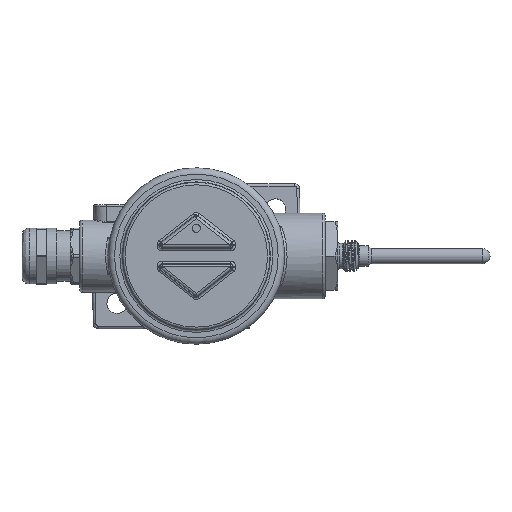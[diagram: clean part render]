
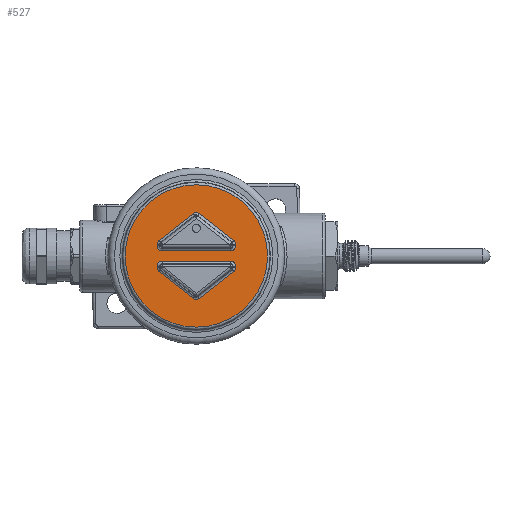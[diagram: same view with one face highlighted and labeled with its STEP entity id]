
A CAD part, top view. The second image highlights one B-rep face of the part: STEP entity #527.
In plain terms, the highlighted planar face has unit normal (0, 0, 1).
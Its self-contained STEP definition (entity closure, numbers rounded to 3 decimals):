
#527=ADVANCED_FACE('',(#11597,#11599,#11601),#11603,.T.);
#11597=FACE_BOUND('',#11598,.T.);
#11598=EDGE_LOOP('',(#21233));
#11599=FACE_BOUND('',#11600,.T.);
#11600=EDGE_LOOP('',(#21234,#21235,#21236,#21237,#21238,#21239,#21240,#21241,#21242,
#21243));
#11601=FACE_BOUND('',#11602,.T.);
#11602=EDGE_LOOP('',(#21244,#21245,#21246,#21247,#21248,#21249,#21250,#21251,#21252,
#21253));
#11603=PLANE('',#11604);
#11604=AXIS2_PLACEMENT_3D('',#11605,#11606,#11607);
#11605=CARTESIAN_POINT('',(-115.75,0.,24.3));
#11606=DIRECTION('',(0.,0.,1.));
#11607=DIRECTION('',(0.,1.,0.));
#21233=ORIENTED_EDGE('',*,*,#24707,.T.);
#21234=ORIENTED_EDGE('',*,*,#24708,.F.);
#21235=ORIENTED_EDGE('',*,*,#24709,.F.);
#21236=ORIENTED_EDGE('',*,*,#24710,.F.);
#21237=ORIENTED_EDGE('',*,*,#24711,.F.);
#21238=ORIENTED_EDGE('',*,*,#24712,.F.);
#21239=ORIENTED_EDGE('',*,*,#24713,.F.);
#21240=ORIENTED_EDGE('',*,*,#24714,.F.);
#21241=ORIENTED_EDGE('',*,*,#24715,.F.);
#21242=ORIENTED_EDGE('',*,*,#24716,.F.);
#21243=ORIENTED_EDGE('',*,*,#24717,.F.);
#21244=ORIENTED_EDGE('',*,*,#24718,.F.);
#21245=ORIENTED_EDGE('',*,*,#24719,.F.);
#21246=ORIENTED_EDGE('',*,*,#24720,.F.);
#21247=ORIENTED_EDGE('',*,*,#24721,.F.);
#21248=ORIENTED_EDGE('',*,*,#24722,.F.);
#21249=ORIENTED_EDGE('',*,*,#24723,.F.);
#21250=ORIENTED_EDGE('',*,*,#24724,.F.);
#21251=ORIENTED_EDGE('',*,*,#24725,.F.);
#21252=ORIENTED_EDGE('',*,*,#24726,.F.);
#21253=ORIENTED_EDGE('',*,*,#24727,.F.);
#24707=EDGE_CURVE('',#27799,#27799,#27800,.T.);
#24708=EDGE_CURVE('',#27801,#27802,#27803,.T.);
#24709=EDGE_CURVE('',#27804,#27801,#27805,.T.);
#24710=EDGE_CURVE('',#27806,#27804,#27807,.T.);
#24711=EDGE_CURVE('',#27808,#27806,#27809,.T.);
#24712=EDGE_CURVE('',#27810,#27808,#27811,.T.);
#24713=EDGE_CURVE('',#27812,#27810,#27813,.T.);
#24714=EDGE_CURVE('',#27814,#27812,#27815,.T.);
#24715=EDGE_CURVE('',#27816,#27814,#27817,.T.);
#24716=EDGE_CURVE('',#27818,#27816,#27819,.T.);
#24717=EDGE_CURVE('',#27802,#27818,#27820,.T.);
#24718=EDGE_CURVE('',#27821,#27822,#27823,.T.);
#24719=EDGE_CURVE('',#27824,#27821,#27825,.T.);
#24720=EDGE_CURVE('',#27826,#27824,#27827,.T.);
#24721=EDGE_CURVE('',#27828,#27826,#27829,.T.);
#24722=EDGE_CURVE('',#27830,#27828,#27831,.T.);
#24723=EDGE_CURVE('',#27832,#27830,#27833,.T.);
#24724=EDGE_CURVE('',#27834,#27832,#27835,.T.);
#24725=EDGE_CURVE('',#27836,#27834,#27837,.T.);
#24726=EDGE_CURVE('',#27838,#27836,#27839,.T.);
#24727=EDGE_CURVE('',#27822,#27838,#27840,.T.);
#27799=VERTEX_POINT('',#36294);
#27800=CIRCLE('',#36295,28.066);
#27801=VERTEX_POINT('',#36299);
#27802=VERTEX_POINT('',#36300);
#27803=LINE('',#36301,#36302);
#27804=VERTEX_POINT('',#36304);
#27805=CIRCLE('',#36305,1.949);
#27806=VERTEX_POINT('',#36309);
#27807=LINE('',#36310,#36311);
#27808=VERTEX_POINT('',#36313);
#27809=CIRCLE('',#36314,1.949);
#27810=VERTEX_POINT('',#36318);
#27811=LINE('',#36319,#36320);
#27812=VERTEX_POINT('',#36322);
#27813=CIRCLE('',#36323,1.949);
#27814=VERTEX_POINT('',#36327);
#27815=LINE('',#36328,#36329);
#27816=VERTEX_POINT('',#36331);
#27817=CIRCLE('',#36332,1.949);
#27818=VERTEX_POINT('',#36336);
#27819=LINE('',#36337,#36338);
#27820=CIRCLE('',#36340,1.949);
#27821=VERTEX_POINT('',#36344);
#27822=VERTEX_POINT('',#36345);
#27823=LINE('',#36346,#36347);
#27824=VERTEX_POINT('',#36349);
#27825=CIRCLE('',#36350,1.949);
#27826=VERTEX_POINT('',#36354);
#27827=LINE('',#36355,#36356);
#27828=VERTEX_POINT('',#36358);
#27829=CIRCLE('',#36359,1.949);
#27830=VERTEX_POINT('',#36363);
#27831=LINE('',#36364,#36365);
#27832=VERTEX_POINT('',#36367);
#27833=CIRCLE('',#36368,1.949);
#27834=VERTEX_POINT('',#36372);
#27835=LINE('',#36373,#36374);
#27836=VERTEX_POINT('',#36376);
#27837=CIRCLE('',#36377,1.949);
#27838=VERTEX_POINT('',#36381);
#27839=LINE('',#36382,#36383);
#27840=CIRCLE('',#36385,1.949);
#36294=CARTESIAN_POINT('',(-115.75,28.066,24.3));
#36295=AXIS2_PLACEMENT_3D('',#36296,#36297,#36298);
#36296=CARTESIAN_POINT('',(-115.75,0.,24.3));
#36297=DIRECTION('',(0.,0.,1.));
#36298=DIRECTION('',(0.,1.,0.));
#36299=CARTESIAN_POINT('',(-116.955,16.759,24.3));
#36300=CARTESIAN_POINT('',(-130.455,6.136,24.3));
#36301=CARTESIAN_POINT('',(-116.955,16.759,24.3));
#36302=VECTOR('',#36303,1.);
#36303=DIRECTION('',(-0.786,-0.618,0.));
#36304=CARTESIAN_POINT('',(-114.545,16.759,24.3));
#36305=AXIS2_PLACEMENT_3D('',#36306,#36307,#36308);
#36306=CARTESIAN_POINT('',(-115.75,15.228,24.3));
#36307=DIRECTION('',(0.,0.,1.));
#36308=DIRECTION('',(0.618,0.786,0.));
#36309=CARTESIAN_POINT('',(-101.045,6.136,24.3));
#36310=CARTESIAN_POINT('',(-101.045,6.136,24.3));
#36311=VECTOR('',#36312,1.);
#36312=DIRECTION('',(-0.786,0.618,0.));
#36313=CARTESIAN_POINT('',(-100.301,4.604,24.3));
#36314=AXIS2_PLACEMENT_3D('',#36315,#36316,#36317);
#36315=CARTESIAN_POINT('',(-102.25,4.604,24.3));
#36316=DIRECTION('',(0.,0.,1.));
#36317=DIRECTION('',(1.,0.,0.));
#36318=CARTESIAN_POINT('',(-100.301,4.,24.3));
#36319=CARTESIAN_POINT('',(-100.301,4.,24.3));
#36320=VECTOR('',#36321,1.);
#36321=DIRECTION('',(0.,1.,0.));
#36322=CARTESIAN_POINT('',(-102.25,2.051,24.3));
#36323=AXIS2_PLACEMENT_3D('',#36324,#36325,#36326);
#36324=CARTESIAN_POINT('',(-102.25,4.,24.3));
#36325=DIRECTION('',(0.,0.,1.));
#36326=DIRECTION('',(0.,-1.,0.));
#36327=CARTESIAN_POINT('',(-129.25,2.051,24.3));
#36328=CARTESIAN_POINT('',(-129.25,2.051,24.3));
#36329=VECTOR('',#36330,1.);
#36330=DIRECTION('',(1.,0.,0.));
#36331=CARTESIAN_POINT('',(-131.199,4.,24.3));
#36332=AXIS2_PLACEMENT_3D('',#36333,#36334,#36335);
#36333=CARTESIAN_POINT('',(-129.25,4.,24.3));
#36334=DIRECTION('',(0.,0.,1.));
#36335=DIRECTION('',(-1.,0.,0.));
#36336=CARTESIAN_POINT('',(-131.199,4.604,24.3));
#36337=CARTESIAN_POINT('',(-131.199,4.604,24.3));
#36338=VECTOR('',#36339,1.);
#36339=DIRECTION('',(0.,-1.,0.));
#36340=AXIS2_PLACEMENT_3D('',#36341,#36342,#36343);
#36341=CARTESIAN_POINT('',(-129.25,4.604,24.3));
#36342=DIRECTION('',(0.,0.,1.));
#36343=DIRECTION('',(-0.618,0.786,0.));
#36344=CARTESIAN_POINT('',(-130.455,-6.136,24.3));
#36345=CARTESIAN_POINT('',(-116.955,-16.759,24.3));
#36346=CARTESIAN_POINT('',(-130.455,-6.136,24.3));
#36347=VECTOR('',#36348,1.);
#36348=DIRECTION('',(0.786,-0.618,0.));
#36349=CARTESIAN_POINT('',(-131.199,-4.604,24.3));
#36350=AXIS2_PLACEMENT_3D('',#36351,#36352,#36353);
#36351=CARTESIAN_POINT('',(-129.25,-4.604,24.3));
#36352=DIRECTION('',(0.,0.,1.));
#36353=DIRECTION('',(-1.,0.,0.));
#36354=CARTESIAN_POINT('',(-131.199,-4.,24.3));
#36355=CARTESIAN_POINT('',(-131.199,-4.,24.3));
#36356=VECTOR('',#36357,1.);
#36357=DIRECTION('',(0.,-1.,0.));
#36358=CARTESIAN_POINT('',(-129.25,-2.051,24.3));
#36359=AXIS2_PLACEMENT_3D('',#36360,#36361,#36362);
#36360=CARTESIAN_POINT('',(-129.25,-4.,24.3));
#36361=DIRECTION('',(0.,0.,1.));
#36362=DIRECTION('',(0.,1.,0.));
#36363=CARTESIAN_POINT('',(-102.25,-2.051,24.3));
#36364=CARTESIAN_POINT('',(-102.25,-2.051,24.3));
#36365=VECTOR('',#36366,1.);
#36366=DIRECTION('',(-1.,0.,0.));
#36367=CARTESIAN_POINT('',(-100.301,-4.,24.3));
#36368=AXIS2_PLACEMENT_3D('',#36369,#36370,#36371);
#36369=CARTESIAN_POINT('',(-102.25,-4.,24.3));
#36370=DIRECTION('',(0.,0.,1.));
#36371=DIRECTION('',(1.,0.,0.));
#36372=CARTESIAN_POINT('',(-100.301,-4.604,24.3));
#36373=CARTESIAN_POINT('',(-100.301,-4.604,24.3));
#36374=VECTOR('',#36375,1.);
#36375=DIRECTION('',(0.,1.,0.));
#36376=CARTESIAN_POINT('',(-101.045,-6.136,24.3));
#36377=AXIS2_PLACEMENT_3D('',#36378,#36379,#36380);
#36378=CARTESIAN_POINT('',(-102.25,-4.604,24.3));
#36379=DIRECTION('',(0.,0.,1.));
#36380=DIRECTION('',(0.618,-0.786,0.));
#36381=CARTESIAN_POINT('',(-114.545,-16.759,24.3));
#36382=CARTESIAN_POINT('',(-114.545,-16.759,24.3));
#36383=VECTOR('',#36384,1.);
#36384=DIRECTION('',(0.786,0.618,0.));
#36385=AXIS2_PLACEMENT_3D('',#36386,#36387,#36388);
#36386=CARTESIAN_POINT('',(-115.75,-15.228,24.3));
#36387=DIRECTION('',(0.,0.,1.));
#36388=DIRECTION('',(-0.618,-0.786,0.));
